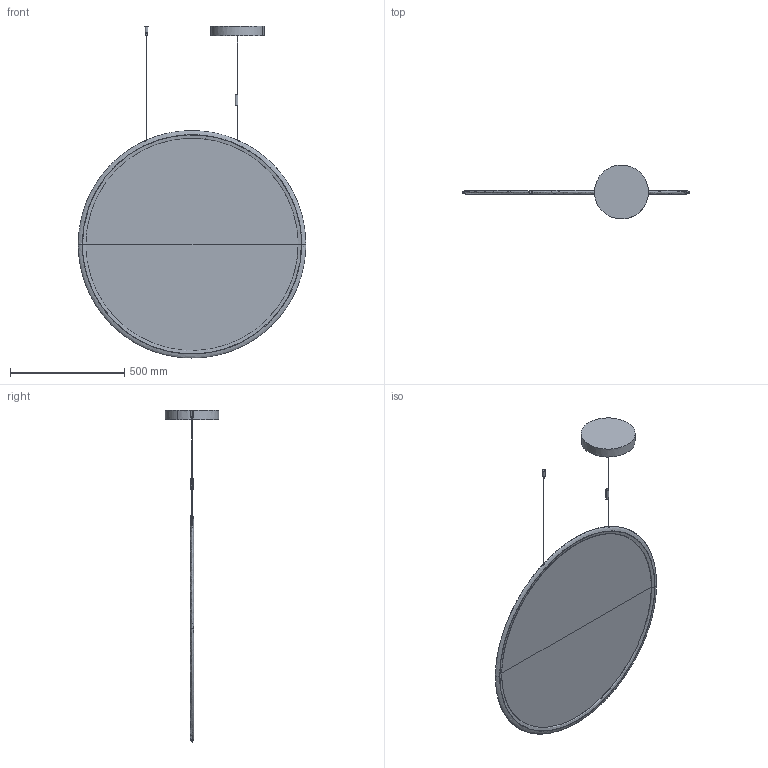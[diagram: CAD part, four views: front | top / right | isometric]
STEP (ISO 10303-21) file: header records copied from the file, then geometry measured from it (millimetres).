
FILE_DESCRIPTION(/* description */ (''),/* implementation_level */ '2;1');
FILE_NAME(/* name */ '3D 199200 - Discovery Vertical 100',/* time_stamp */ '2018-07-20T16:01:39+02:00',/* author */ (''),/* organization */ (''),/* preprocessor_version */ 'ST-DEVELOPER v10',/* originating_system */ '',/* authorisation */ '');
FILE_SCHEMA (('AUTOMOTIVE_DESIGN'));
Length unit declared in the file: millimetre
Products named in the file (1): 1
Bounding box: 995.61 x 236.44 x 1454.22 mm (x, y, z)
Volume: 2896536.4 mm3; surface area: 1834966.8 mm2
Topology: 5 solids, 9 shells, 102 faces, 219 edges, 131 vertices
Faces by surface type: bspline 84, plane 18
Entity records: 3842 total; most frequent: CARTESIAN_POINT 2498, ORIENTED_EDGE 414, EDGE_CURVE 215, VERTEX_POINT 131, EDGE_LOOP 112, ADVANCED_FACE 102, FACE_OUTER_BOUND 102, B_SPLINE_CURVE_WITH_KNOTS 79
